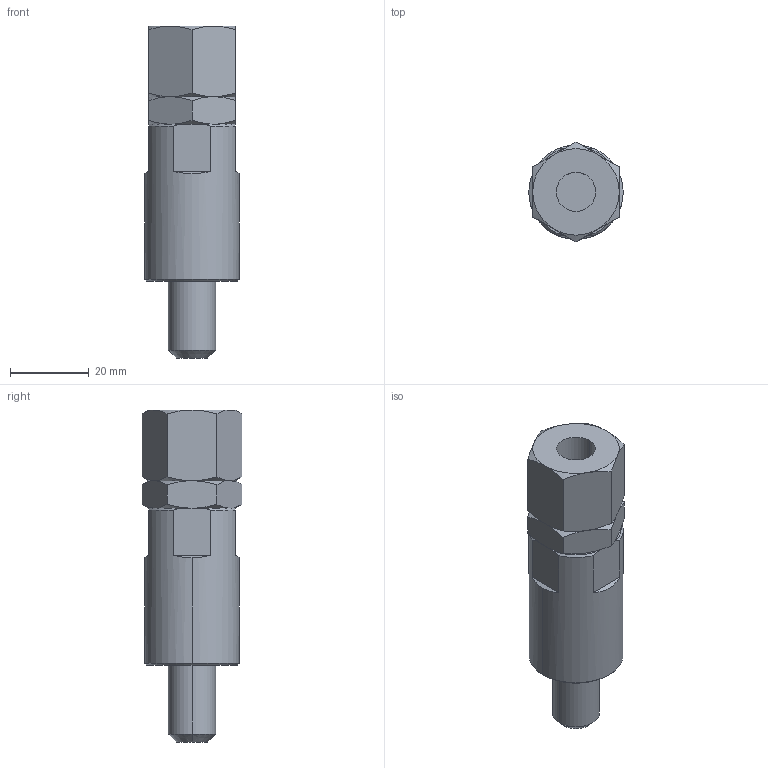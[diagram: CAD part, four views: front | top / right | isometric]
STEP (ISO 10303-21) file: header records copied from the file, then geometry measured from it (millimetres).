
FILE_DESCRIPTION (( 'STEP AP203' ), '1' );
FILE_NAME ('bj333-12065.STEP', '2021-10-25T01:23:27', ( '' ), ( '' ), 'SwSTEP 2.0', 'SolidWorks 2020', '' );
FILE_SCHEMA (( 'CONFIG_CONTROL_DESIGN' ));
Length unit declared in the file: millimetre
Products named in the file (4): bj333-12065_01; bj333-12065_02; bj333-12065_03; bj333-12065
Assembly tree (3 placements, depth 2):
  bj333-12065
    bj333-12065_01
    bj333-12065_02
    bj333-12065_03
Bounding box: 24 x 25.4 x 84.5 mm (x, y, z)
Volume: 29155.7 mm3; surface area: 10758.6 mm2
Topology: 3 solids, 3 shells, 74 faces, 164 edges, 100 vertices
Faces by surface type: cone 32, plane 30, cylinder 12
Entity records: 2640 total; most frequent: CARTESIAN_POINT 674, ORIENTED_EDGE 328, DIRECTION 320, EDGE_CURVE 164, AXIS2_PLACEMENT_3D 138, VERTEX_POINT 100, EDGE_LOOP 80, ADVANCED_FACE 74
